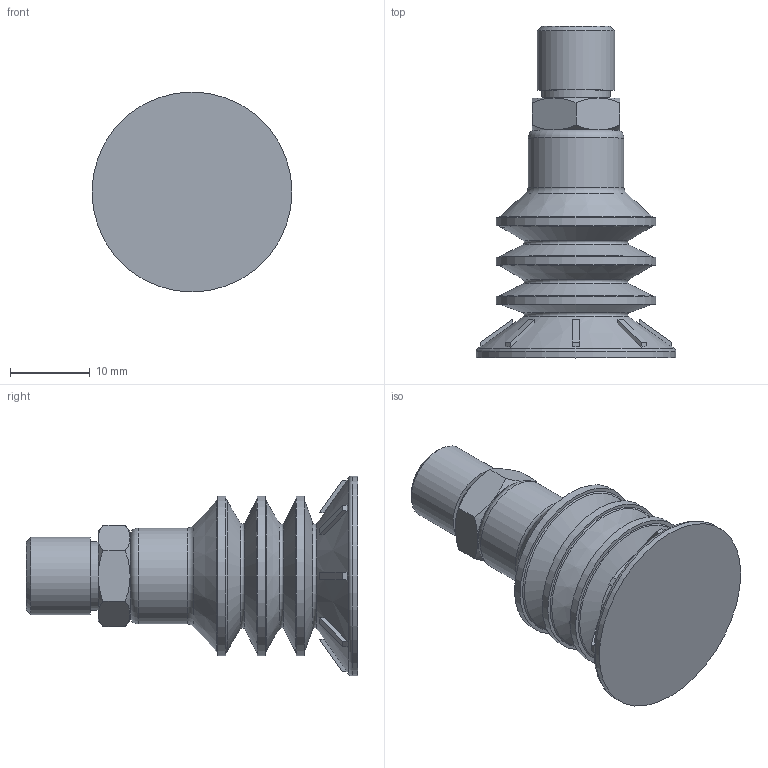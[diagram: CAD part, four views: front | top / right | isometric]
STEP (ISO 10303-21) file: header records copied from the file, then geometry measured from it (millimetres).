
FILE_DESCRIPTION(/* description */ (''),/* implementation_level */ '2;1');
FILE_NAME(/* name */ 'vf25-3_rac14r1_8m.stp',/* time_stamp */ '2023-10-16T10:15:47+02:00',/* author */ ('enginyeria2'),/* organization */ (''),/* preprocessor_version */ 'ST-DEVELOPER v17',/* originating_system */ 'Autodesk Inventor 2019',/* authorisation */ '');
FILE_SCHEMA (('AUTOMOTIVE_DESIGN { 1 0 10303 214 3 1 1 }'));
Length unit declared in the file: millimetre
Products named in the file (1): Pieza14
Bounding box: 25 x 41.48 x 25 mm (x, y, z)
Volume: 7035.7 mm3; surface area: 3514.6 mm2
Topology: 1 solids, 1 shells, 99 faces, 263 edges, 183 vertices
Faces by surface type: plane 58, cone 21, torus 12, cylinder 8
Full cylindrical faces by diameter (mm): 2.5 x1, 8.52 x1, 9.72 x1, 12 x1, 20 x3, 25 x1
Entity records: 3270 total; most frequent: CARTESIAN_POINT 644, DIRECTION 540, ORIENTED_EDGE 526, EDGE_CURVE 263, AXIS2_PLACEMENT_3D 226, VERTEX_POINT 183, CIRCLE 126, EDGE_LOOP 116
